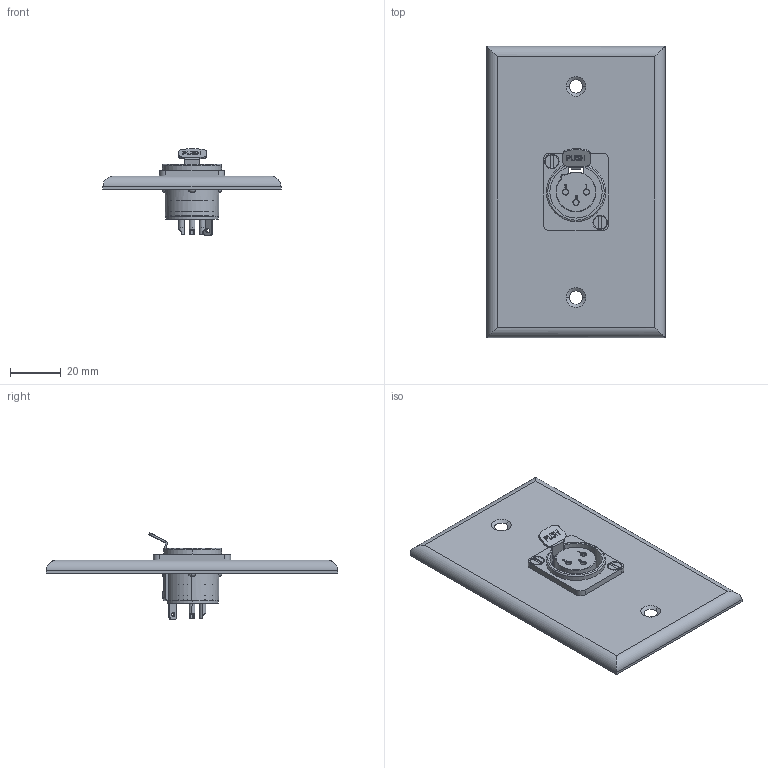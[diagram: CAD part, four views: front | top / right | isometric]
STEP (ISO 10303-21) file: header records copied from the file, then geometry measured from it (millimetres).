
FILE_DESCRIPTION (( 'STEP AP203' ), '1' );
FILE_NAME ('WPXLRF-1.STEP', '2010-07-20T15:06:46', ( 'x' ), ( 'Microsoft' ), 'SwSTEP 2.0', 'SolidWorks 2010', '' );
FILE_SCHEMA (( 'CONFIG_CONTROL_DESIGN' ));
Length unit declared in the file: inch
Products named in the file (5): WPXLRF-1; 1AA13-045; 3AA02-015_4-40 SMALL PATTERN NUT; 1AG02-011; 3AA01-028_.250" long
Assembly tree (6 placements, depth 2):
  WPXLRF-1
    1AA13-045
    3AA01-028_.250" long  x2
    3AA02-015_4-40 SMALL PATTERN NUT  x2
    1AG02-011
Bounding box: 69.85 x 114.3 x 33.93 mm (x, y, z)
Volume: 14614.4 mm3; surface area: 23389.7 mm2
Topology: 6 solids, 6 shells, 397 faces, 1062 edges, 691 vertices
Faces by surface type: plane 179, cylinder 107, bspline 68, torus 31, cone 12
Entity records: 17959 total; most frequent: CARTESIAN_POINT 8381, ORIENTED_EDGE 1996, DIRECTION 1680, EDGE_CURVE 998, VERTEX_POINT 649, AXIS2_PLACEMENT_3D 568, VECTOR 544, LINE 544
